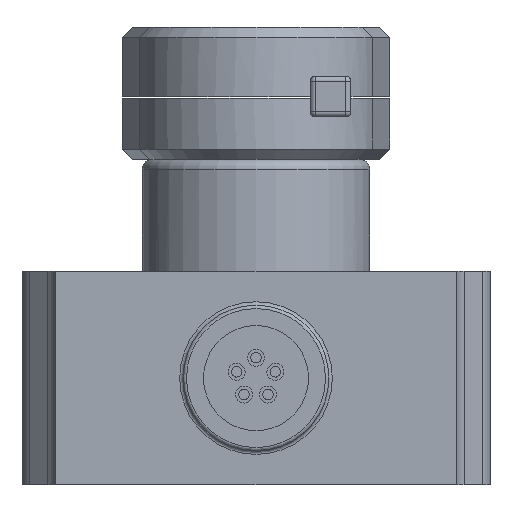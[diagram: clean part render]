
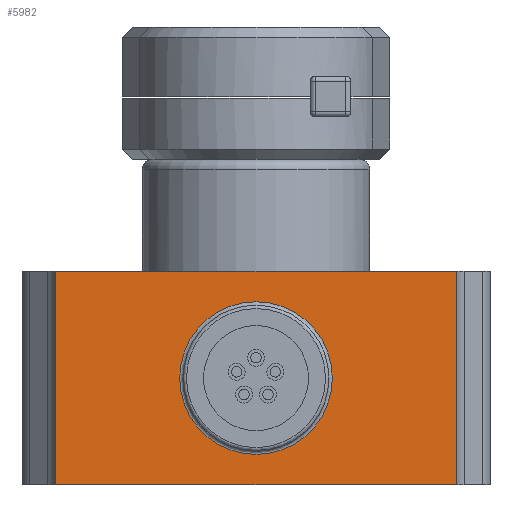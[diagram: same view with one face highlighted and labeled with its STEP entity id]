
A CAD part, front view. The second image highlights one B-rep face of the part: STEP entity #5982.
In plain terms, the highlighted planar face has unit normal (0, -1, 0).
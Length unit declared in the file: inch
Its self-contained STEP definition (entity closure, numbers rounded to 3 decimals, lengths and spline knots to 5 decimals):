
#21 = FACE_OUTER_BOUND ( 'NONE', #2193, .T. ) ;
#93 = VERTEX_POINT ( 'NONE', #7397 ) ;
#392 = CIRCLE ( 'NONE', #1225, 0.225 ) ;
#565 = EDGE_LOOP ( 'NONE', ( #7064 ) ) ;
#643 = DIRECTION ( 'NONE',  ( 0., 0., 1. ) ) ;
#650 = CARTESIAN_POINT ( 'NONE',  ( 0.59, -1.20438, 0.315 ) ) ;
#927 = CARTESIAN_POINT ( 'NONE',  ( 0., -1.20438, 0.225 ) ) ;
#1060 = VERTEX_POINT ( 'NONE', #7073 ) ;
#1225 = AXIS2_PLACEMENT_3D ( 'NONE', #1281, #3029, #643 ) ;
#1281 = CARTESIAN_POINT ( 'NONE',  ( 0., -1.20438, 0. ) ) ;
#1464 = VECTOR ( 'NONE', #3037, 39.37008 ) ;
#1495 = VERTEX_POINT ( 'NONE', #927 ) ;
#1714 = CARTESIAN_POINT ( 'NONE',  ( -0.59, -1.20438, 0.315 ) ) ;
#1787 = VECTOR ( 'NONE', #4497, 39.37008 ) ;
#2162 = CARTESIAN_POINT ( 'NONE',  ( 0.59, -1.20438, -0.315 ) ) ;
#2193 = EDGE_LOOP ( 'NONE', ( #6579, #2847, #3069, #5837 ) ) ;
#2347 = CARTESIAN_POINT ( 'NONE',  ( -0.59, -1.20438, 0.315 ) ) ;
#2551 = VECTOR ( 'NONE', #7141, 39.37008 ) ;
#2586 = EDGE_CURVE ( 'NONE', #1060, #3076, #6201, .T. ) ;
#2679 = EDGE_CURVE ( 'NONE', #93, #6901, #7339, .T. ) ;
#2745 = AXIS2_PLACEMENT_3D ( 'NONE', #1714, #3350, #5166 ) ;
#2847 = ORIENTED_EDGE ( 'NONE', *, *, #6675, .F. ) ;
#3029 = DIRECTION ( 'NONE',  ( 0., 1., 0. ) ) ;
#3037 = DIRECTION ( 'NONE',  ( 0., 0., -1. ) ) ;
#3069 = ORIENTED_EDGE ( 'NONE', *, *, #2586, .F. ) ;
#3071 = LINE ( 'NONE', #650, #1464 ) ;
#3076 = VERTEX_POINT ( 'NONE', #5121 ) ;
#3313 = CARTESIAN_POINT ( 'NONE',  ( -0.59, -1.20438, -0.315 ) ) ;
#3350 = DIRECTION ( 'NONE',  ( 0., 1., 0. ) ) ;
#4497 = DIRECTION ( 'NONE',  ( 1., 0., 0. ) ) ;
#5055 = CARTESIAN_POINT ( 'NONE',  ( -0.59, -1.20438, 0.315 ) ) ;
#5121 = CARTESIAN_POINT ( 'NONE',  ( 0.59, -1.20438, 0.315 ) ) ;
#5135 = PLANE ( 'NONE',  #2745 ) ;
#5166 = DIRECTION ( 'NONE',  ( 0., 0., 1. ) ) ;
#5301 = VECTOR ( 'NONE', #6839, 39.37008 ) ;
#5837 = ORIENTED_EDGE ( 'NONE', *, *, #6679, .T. ) ;
#5982 = ADVANCED_FACE ( 'NONE', ( #6310, #21 ), #5135, .F. ) ;
#6201 = LINE ( 'NONE', #5055, #5301 ) ;
#6310 = FACE_BOUND ( 'NONE', #565, .T. ) ;
#6412 = LINE ( 'NONE', #2347, #2551 ) ;
#6579 = ORIENTED_EDGE ( 'NONE', *, *, #2679, .T. ) ;
#6675 = EDGE_CURVE ( 'NONE', #3076, #6901, #3071, .T. ) ;
#6679 = EDGE_CURVE ( 'NONE', #1060, #93, #6412, .T. ) ;
#6839 = DIRECTION ( 'NONE',  ( 1., 0., 0. ) ) ;
#6901 = VERTEX_POINT ( 'NONE', #2162 ) ;
#7050 = EDGE_CURVE ( 'NONE', #1495, #1495, #392, .T. ) ;
#7064 = ORIENTED_EDGE ( 'NONE', *, *, #7050, .T. ) ;
#7073 = CARTESIAN_POINT ( 'NONE',  ( -0.59, -1.20438, 0.315 ) ) ;
#7141 = DIRECTION ( 'NONE',  ( 0., 0., -1. ) ) ;
#7339 = LINE ( 'NONE', #3313, #1787 ) ;
#7397 = CARTESIAN_POINT ( 'NONE',  ( -0.59, -1.20438, -0.315 ) ) ;
